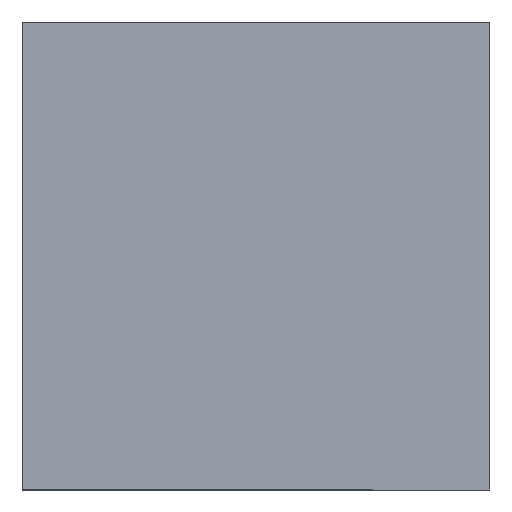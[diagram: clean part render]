
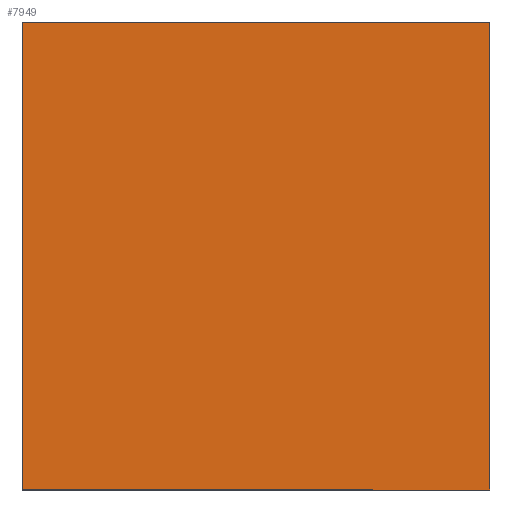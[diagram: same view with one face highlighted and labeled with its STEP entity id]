
A CAD part, front view. The second image highlights one B-rep face of the part: STEP entity #7949.
In plain terms, the highlighted planar face has unit normal (0, -1, 0).
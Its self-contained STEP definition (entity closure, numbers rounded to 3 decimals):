
#731 = FACE_OUTER_BOUND ( 'NONE', #7156, .T. ) ;
#859 = VERTEX_POINT ( 'NONE', #11991 ) ;
#998 = CARTESIAN_POINT ( 'NONE',  ( -2375., 0., 2375. ) ) ;
#1038 = DIRECTION ( 'NONE',  ( 0., 0., 1. ) ) ;
#1452 = ORIENTED_EDGE ( 'NONE', *, *, #5314, .F. ) ;
#2060 = EDGE_CURVE ( 'NONE', #859, #12196, #11200, .T. ) ;
#3727 = CARTESIAN_POINT ( 'NONE',  ( -2375., 0., 2375. ) ) ;
#5314 = EDGE_CURVE ( 'NONE', #12196, #6982, #10836, .T. ) ;
#5495 = EDGE_CURVE ( 'NONE', #6982, #5603, #9330, .T. ) ;
#5497 = EDGE_CURVE ( 'NONE', #5603, #859, #9445, .T. ) ;
#5603 = VERTEX_POINT ( 'NONE', #7659 ) ;
#5884 = DIRECTION ( 'NONE',  ( 1., 0., 0. ) ) ;
#5956 = CARTESIAN_POINT ( 'NONE',  ( 2375., 0., 2375. ) ) ;
#6023 = ORIENTED_EDGE ( 'NONE', *, *, #2060, .F. ) ;
#6498 = ORIENTED_EDGE ( 'NONE', *, *, #5495, .F. ) ;
#6546 = DIRECTION ( 'NONE',  ( 0., 0., 1. ) ) ;
#6719 = PLANE ( 'NONE',  #12268 ) ;
#6840 = CARTESIAN_POINT ( 'NONE',  ( 0., 0., 0. ) ) ;
#6982 = VERTEX_POINT ( 'NONE', #9071 ) ;
#7156 = EDGE_LOOP ( 'NONE', ( #6023, #9470, #6498, #1452 ) ) ;
#7491 = DIRECTION ( 'NONE',  ( 0., 1., 0. ) ) ;
#7659 = CARTESIAN_POINT ( 'NONE',  ( 2375., 0., -2375. ) ) ;
#7949 = ADVANCED_FACE ( 'NONE', ( #731 ), #6719, .F. ) ;
#9071 = CARTESIAN_POINT ( 'NONE',  ( 2375., 0., 2375. ) ) ;
#9248 = VECTOR ( 'NONE', #10326, 1000. ) ;
#9330 = LINE ( 'NONE', #10482, #9429 ) ;
#9429 = VECTOR ( 'NONE', #10532, 1000. ) ;
#9445 = LINE ( 'NONE', #10360, #9248 ) ;
#9470 = ORIENTED_EDGE ( 'NONE', *, *, #5497, .F. ) ;
#10326 = DIRECTION ( 'NONE',  ( -1., 0., 0. ) ) ;
#10360 = CARTESIAN_POINT ( 'NONE',  ( 2375., 0., -2375. ) ) ;
#10482 = CARTESIAN_POINT ( 'NONE',  ( 2375., 0., 2375. ) ) ;
#10532 = DIRECTION ( 'NONE',  ( 0., 0., -1. ) ) ;
#10711 = VECTOR ( 'NONE', #5884, 1000. ) ;
#10836 = LINE ( 'NONE', #5956, #10711 ) ;
#11200 = LINE ( 'NONE', #998, #11265 ) ;
#11265 = VECTOR ( 'NONE', #1038, 1000. ) ;
#11991 = CARTESIAN_POINT ( 'NONE',  ( -2375., 0., -2375. ) ) ;
#12196 = VERTEX_POINT ( 'NONE', #3727 ) ;
#12268 = AXIS2_PLACEMENT_3D ( 'NONE', #6840, #7491, #6546 ) ;
